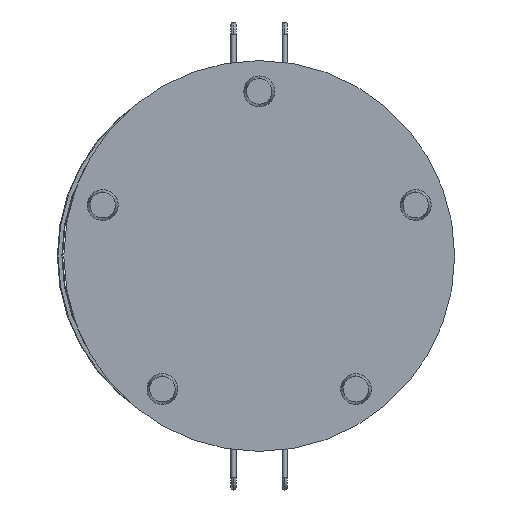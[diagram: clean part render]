
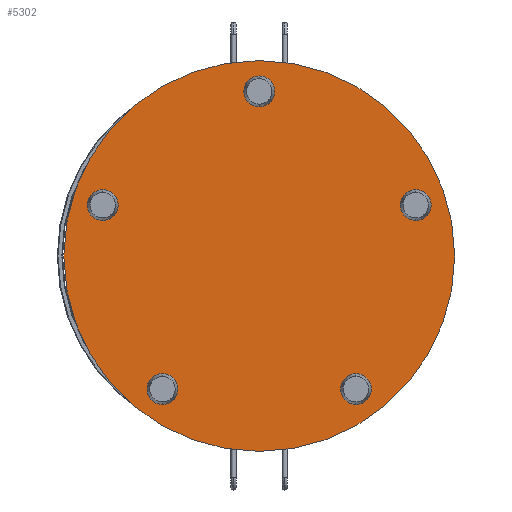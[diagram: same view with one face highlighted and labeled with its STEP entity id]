
A CAD part, front view. The second image highlights one B-rep face of the part: STEP entity #5302.
In plain terms, the highlighted planar face has unit normal (0, -1, 0).
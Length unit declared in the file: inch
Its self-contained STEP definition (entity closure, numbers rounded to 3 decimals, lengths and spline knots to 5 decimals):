
#76 = DIRECTION ( 'NONE',  ( 0., 0., 1. ) ) ;
#945 = DIRECTION ( 'NONE',  ( 0., 1., 0. ) ) ;
#1299 = EDGE_LOOP ( 'NONE', ( #7911, #2578 ) ) ;
#2036 = FACE_OUTER_BOUND ( 'NONE', #1299, .T. ) ;
#2056 = EDGE_CURVE ( 'NONE', #4263, #3646, #6195, .T. ) ;
#2578 = ORIENTED_EDGE ( 'NONE', *, *, #3203, .F. ) ;
#3076 = CARTESIAN_POINT ( 'NONE',  ( 0., 0., 0. ) ) ;
#3203 = EDGE_CURVE ( 'NONE', #3646, #4263, #7834, .T. ) ;
#3646 = VERTEX_POINT ( 'NONE', #7110 ) ;
#3722 = DIRECTION ( 'NONE',  ( 0., 0., 1. ) ) ;
#3953 = DIRECTION ( 'NONE',  ( 0., 1., 0. ) ) ;
#4263 = VERTEX_POINT ( 'NONE', #5366 ) ;
#4932 = AXIS2_PLACEMENT_3D ( 'NONE', #3076, #7572, #3722 ) ;
#5210 = PLANE ( 'NONE',  #5916 ) ;
#5302 = ADVANCED_FACE ( 'NONE', ( #2036 ), #5210, .F. ) ;
#5366 = CARTESIAN_POINT ( 'NONE',  ( 0., 0., -4.75 ) ) ;
#5867 = CARTESIAN_POINT ( 'NONE',  ( 0., 0., 0. ) ) ;
#5916 = AXIS2_PLACEMENT_3D ( 'NONE', #5867, #3953, #76 ) ;
#6057 = AXIS2_PLACEMENT_3D ( 'NONE', #6097, #945, #7265 ) ;
#6097 = CARTESIAN_POINT ( 'NONE',  ( 0., 0., 0. ) ) ;
#6195 = CIRCLE ( 'NONE', #6057, 4.75 ) ;
#7110 = CARTESIAN_POINT ( 'NONE',  ( 0., 0., 4.75 ) ) ;
#7265 = DIRECTION ( 'NONE',  ( 0., 0., 1. ) ) ;
#7572 = DIRECTION ( 'NONE',  ( 0., 1., 0. ) ) ;
#7834 = CIRCLE ( 'NONE', #4932, 4.75 ) ;
#7911 = ORIENTED_EDGE ( 'NONE', *, *, #2056, .F. ) ;
